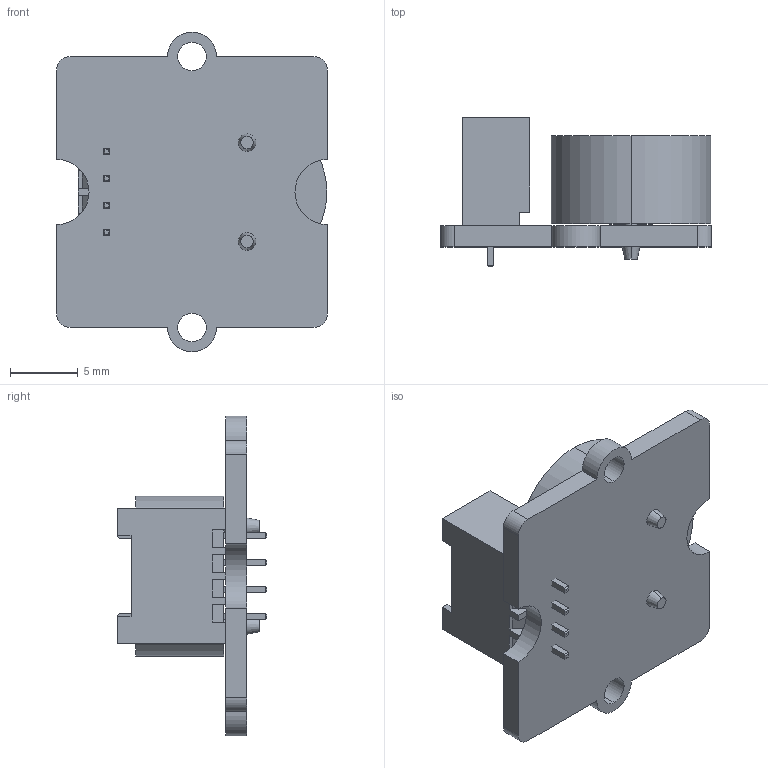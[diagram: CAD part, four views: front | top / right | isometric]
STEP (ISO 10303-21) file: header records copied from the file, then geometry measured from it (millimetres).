
FILE_DESCRIPTION (( 'STEP AP214' ), '1' );
FILE_NAME ('Grove Buzzer.STEP', '2020-11-24T16:11:24', ( '' ), ( '' ), 'SwSTEP 2.0', 'SolidWorks 2020', '' );
FILE_SCHEMA (( 'AUTOMOTIVE_DESIGN' ));
Length unit declared in the file: millimetre
Products named in the file (4): buzzer; PCB (small); Grove Buzzer; Grove Connector (standing)
Assembly tree (3 placements, depth 2):
  Grove Buzzer
    PCB (small)
    buzzer
    Grove Connector (standing)
Bounding box: 20 x 11 x 23.6 mm (x, y, z)
Volume: 1291.8 mm3; surface area: 2391.9 mm2
Topology: 3 solids, 3 shells, 186 faces, 461 edges, 296 vertices
Faces by surface type: plane 157, cylinder 25, cone 4
Entity records: 6398 total; most frequent: CARTESIAN_POINT 949, ORIENTED_EDGE 922, DIRECTION 903, EDGE_CURVE 461, VECTOR 403, LINE 403, VERTEX_POINT 296, AXIS2_PLACEMENT_3D 250
